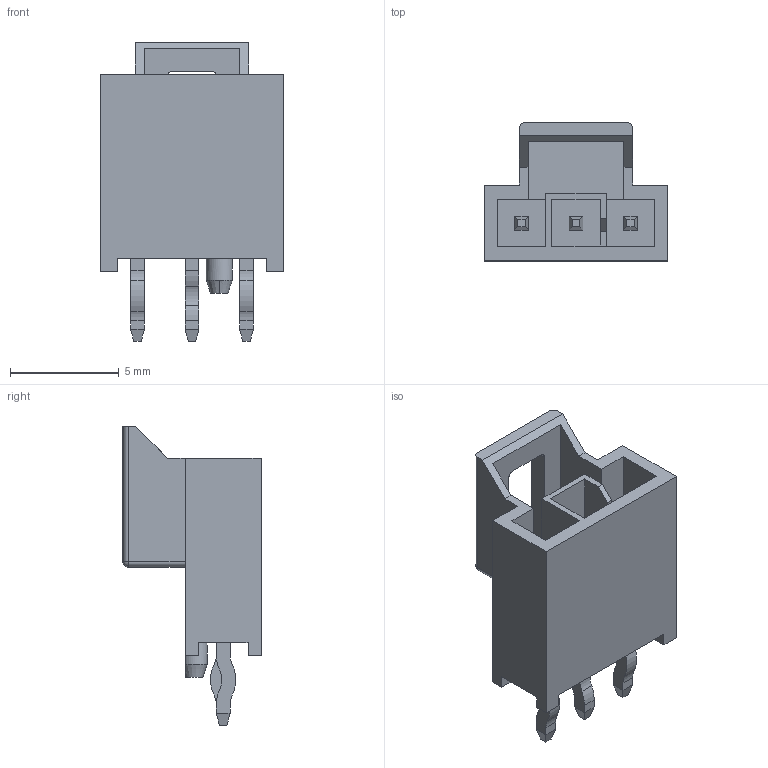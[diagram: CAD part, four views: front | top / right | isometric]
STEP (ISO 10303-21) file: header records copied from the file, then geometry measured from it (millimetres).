
FILE_DESCRIPTION((''),'2;1');
FILE_NAME('1053091103','2020-11-23T',('gga'),(''),'PRO/ENGINEER BY PARAMETRIC TECHNOLOGY CORPORATION, 2016010','PRO/ENGINEER BY PARAMETRIC TECHNOLOGY CORPORATION, 2016010','');
FILE_SCHEMA(('CONFIG_CONTROL_DESIGN'));
Length unit declared in the file: millimetre
Products named in the file (1): 1053091103
Bounding box: 8.44 x 6.34 x 13.71 mm (x, y, z)
Volume: 193.5 mm3; surface area: 601.4 mm2
Topology: 1 solids, 1 shells, 142 faces, 383 edges, 247 vertices
Faces by surface type: plane 111, cylinder 27, sphere 2, cone 2
Entity records: 4440 total; most frequent: CARTESIAN_POINT 786, ORIENTED_EDGE 750, DIRECTION 732, EDGE_CURVE 375, VECTOR 316, LINE 316, VERTEX_POINT 239, AXIS2_PLACEMENT_3D 208
